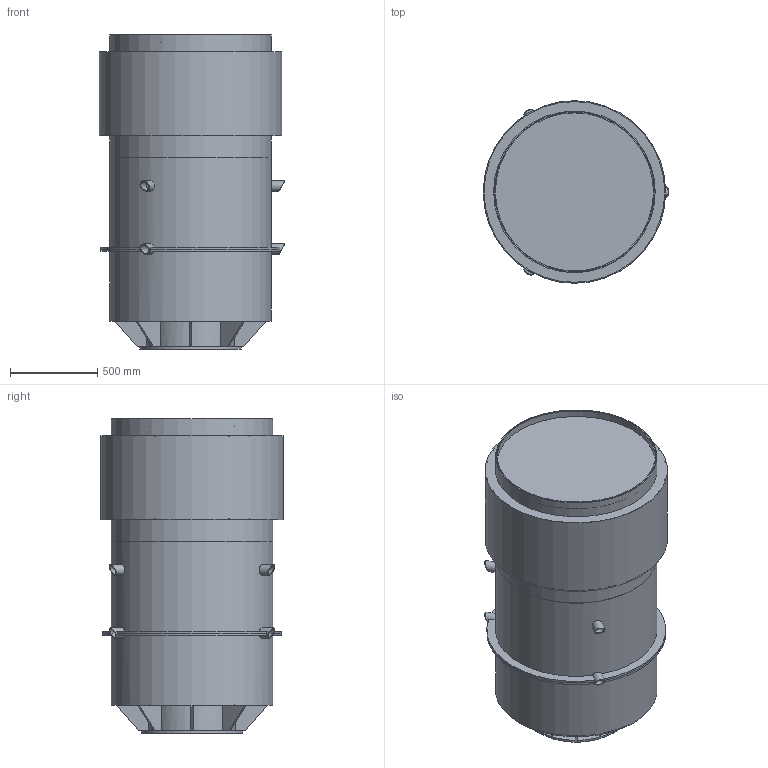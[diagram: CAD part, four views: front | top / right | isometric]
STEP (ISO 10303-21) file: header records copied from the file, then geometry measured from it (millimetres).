
FILE_DESCRIPTION(/* description */ ('VRV400 mit Ausblasschalldämpfer'),/* implementation_level */ '2;1');
FILE_NAME(/* name */ 'VRV400_ASD_model.stp',/* time_stamp */ '2021-07-22T16:27:44+02:00',/* author */ ('Rissler'),/* organization */ ('Mietzsch GmbH Lufttechnik Dresden'),/* preprocessor_version */ 'ST-DEVELOPER v18.1',/* originating_system */ 'Autodesk Inventor 2020',/* authorisation */ '');
FILE_SCHEMA (('AUTOMOTIVE_DESIGN { 1 0 10303 214 3 1 1 }'));
Length unit declared in the file: millimetre
Products named in the file (1): VRV_iL_CSV
Bounding box: 1064 x 1046 x 1800 mm (x, y, z)
Volume: 45012988.2 mm3; surface area: 17729758.9 mm2
Topology: 16 solids, 17 shells, 169 faces, 414 edges, 279 vertices
Faces by surface type: plane 101, cylinder 68
Full cylindrical faces by diameter (mm): 10 x12, 50 x9, 60 x9, 494 x1, 500 x2, 580 x1, 906 x1, 916 x2, 926 x4, 1036 x1, 1046 x1
Entity records: 5905 total; most frequent: CARTESIAN_POINT 1635, DIRECTION 862, ORIENTED_EDGE 842, EDGE_CURVE 421, AXIS2_PLACEMENT_3D 316, VERTEX_POINT 279, LINE 230, VECTOR 230
